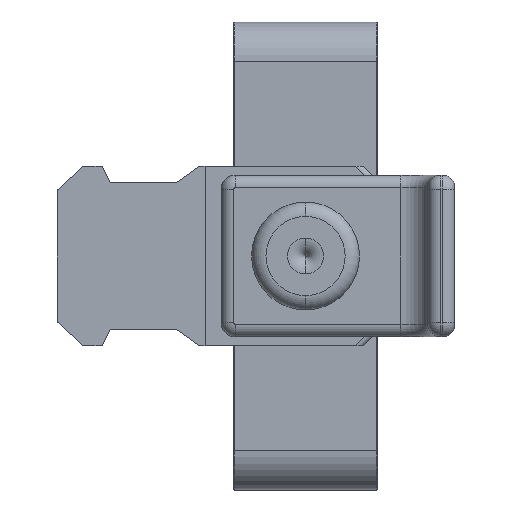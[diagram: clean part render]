
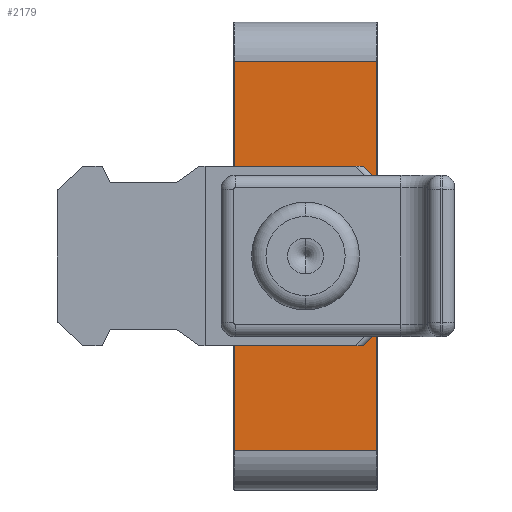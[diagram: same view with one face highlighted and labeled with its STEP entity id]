
A CAD part, front view. The second image highlights one B-rep face of the part: STEP entity #2179.
In plain terms, the highlighted planar face has unit normal (0, -1, 0).
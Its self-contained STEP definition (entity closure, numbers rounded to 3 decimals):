
#8 = VECTOR ( 'NONE', #9145, 1000. ) ;
#278 = ORIENTED_EDGE ( 'NONE', *, *, #3165, .T. ) ;
#592 = DIRECTION ( 'NONE',  ( 1., 0., 0. ) ) ;
#809 = DIRECTION ( 'NONE',  ( 0., 0., -1. ) ) ;
#962 = CARTESIAN_POINT ( 'NONE',  ( 10.8, -14.661, -8. ) ) ;
#1188 = LINE ( 'NONE', #962, #11306 ) ;
#1678 = VECTOR ( 'NONE', #13228, 1000. ) ;
#2057 = AXIS2_PLACEMENT_3D ( 'NONE', #12216, #12362, #11194 ) ;
#2093 = DIRECTION ( 'NONE',  ( 0., 0., -1. ) ) ;
#2179 = ADVANCED_FACE ( 'NONE', ( #7771, #8782 ), #4414, .F. ) ;
#2308 = EDGE_CURVE ( 'NONE', #3680, #6363, #1188, .T. ) ;
#2847 = ORIENTED_EDGE ( 'NONE', *, *, #4001, .F. ) ;
#2986 = ORIENTED_EDGE ( 'NONE', *, *, #10102, .T. ) ;
#3005 = VECTOR ( 'NONE', #592, 1000. ) ;
#3165 = EDGE_CURVE ( 'NONE', #6116, #6431, #10308, .T. ) ;
#3408 = EDGE_LOOP ( 'NONE', ( #2847, #4340, #3720, #11580 ) ) ;
#3680 = VERTEX_POINT ( 'NONE', #9898 ) ;
#3720 = ORIENTED_EDGE ( 'NONE', *, *, #9173, .F. ) ;
#3986 = EDGE_LOOP ( 'NONE', ( #278, #2986 ) ) ;
#4001 = EDGE_CURVE ( 'NONE', #6363, #5936, #14230, .T. ) ;
#4197 = CARTESIAN_POINT ( 'NONE',  ( -10.8, -14.661, -8. ) ) ;
#4340 = ORIENTED_EDGE ( 'NONE', *, *, #2308, .F. ) ;
#4414 = PLANE ( 'NONE',  #5678 ) ;
#4486 = CARTESIAN_POINT ( 'NONE',  ( -10.8, -14.661, -7.95 ) ) ;
#4701 = VERTEX_POINT ( 'NONE', #8491 ) ;
#5678 = AXIS2_PLACEMENT_3D ( 'NONE', #4197, #13750, #12455 ) ;
#5936 = VERTEX_POINT ( 'NONE', #4486 ) ;
#6116 = VERTEX_POINT ( 'NONE', #13417 ) ;
#6363 = VERTEX_POINT ( 'NONE', #13161 ) ;
#6431 = VERTEX_POINT ( 'NONE', #10186 ) ;
#7682 = DIRECTION ( 'NONE',  ( 0., 1., 0. ) ) ;
#7771 = FACE_BOUND ( 'NONE', #3986, .T. ) ;
#8491 = CARTESIAN_POINT ( 'NONE',  ( -10.8, -14.661, -0.05 ) ) ;
#8782 = FACE_OUTER_BOUND ( 'NONE', #3408, .T. ) ;
#8834 = CARTESIAN_POINT ( 'NONE',  ( -10.8, -14.661, -0.05 ) ) ;
#9068 = CARTESIAN_POINT ( 'NONE',  ( 0., -14.661, -4. ) ) ;
#9145 = DIRECTION ( 'NONE',  ( 0., 0., 1. ) ) ;
#9173 = EDGE_CURVE ( 'NONE', #4701, #3680, #14726, .T. ) ;
#9299 = CARTESIAN_POINT ( 'NONE',  ( -10.8, -14.661, -8. ) ) ;
#9898 = CARTESIAN_POINT ( 'NONE',  ( 10.8, -14.661, -0.05 ) ) ;
#10102 = EDGE_CURVE ( 'NONE', #6431, #6116, #11873, .T. ) ;
#10186 = CARTESIAN_POINT ( 'NONE',  ( 0., -14.661, -2.5 ) ) ;
#10308 = CIRCLE ( 'NONE', #12981, 1.5 ) ;
#11194 = DIRECTION ( 'NONE',  ( 0., 0., -1. ) ) ;
#11306 = VECTOR ( 'NONE', #2093, 1000. ) ;
#11580 = ORIENTED_EDGE ( 'NONE', *, *, #14047, .F. ) ;
#11798 = CARTESIAN_POINT ( 'NONE',  ( -10.8, -14.661, -7.95 ) ) ;
#11873 = CIRCLE ( 'NONE', #2057, 1.5 ) ;
#12216 = CARTESIAN_POINT ( 'NONE',  ( 0., -14.661, -4. ) ) ;
#12362 = DIRECTION ( 'NONE',  ( 0., 1., 0. ) ) ;
#12455 = DIRECTION ( 'NONE',  ( 0., 0., 1. ) ) ;
#12981 = AXIS2_PLACEMENT_3D ( 'NONE', #9068, #7682, #809 ) ;
#13161 = CARTESIAN_POINT ( 'NONE',  ( 10.8, -14.661, -7.95 ) ) ;
#13228 = DIRECTION ( 'NONE',  ( -1., 0., 0. ) ) ;
#13417 = CARTESIAN_POINT ( 'NONE',  ( 0., -14.661, -5.5 ) ) ;
#13750 = DIRECTION ( 'NONE',  ( 0., 1., 0. ) ) ;
#13957 = LINE ( 'NONE', #9299, #8 ) ;
#14047 = EDGE_CURVE ( 'NONE', #5936, #4701, #13957, .T. ) ;
#14230 = LINE ( 'NONE', #11798, #1678 ) ;
#14726 = LINE ( 'NONE', #8834, #3005 ) ;
